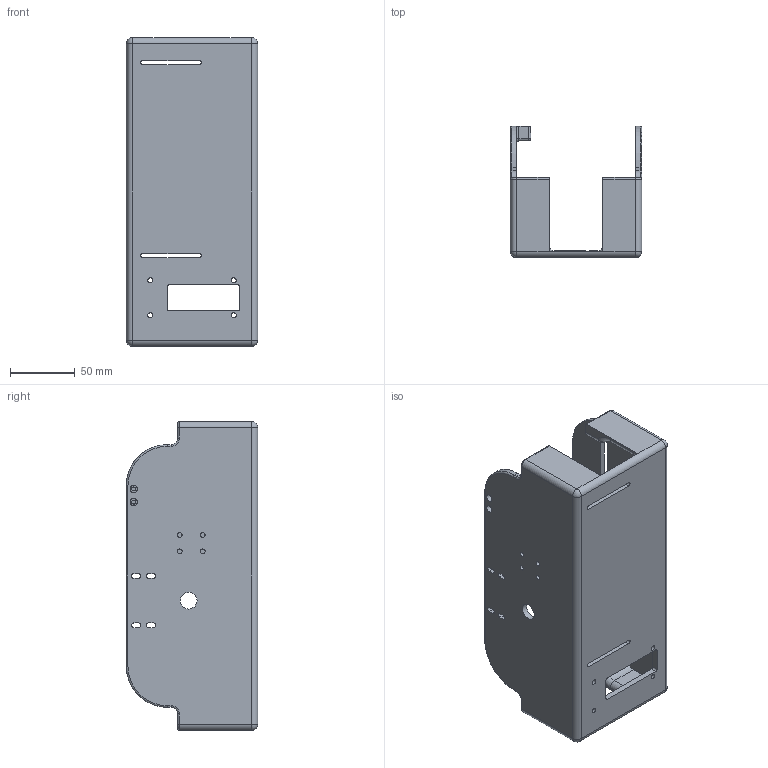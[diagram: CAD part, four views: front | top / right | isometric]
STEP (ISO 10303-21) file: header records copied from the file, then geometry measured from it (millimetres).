
FILE_DESCRIPTION(/* description */ (''),/* implementation_level */ '2;1');
FILE_NAME(/* name */ 'v6.0.0_Chassis v25.step',/* time_stamp */ '2019-06-10T09:21:34-07:00',/* author */ (''),/* organization */ (''),/* preprocessor_version */ 'ST-DEVELOPER v18',/* originating_system */ 'Autodesk Translation Framework v8.2.0.1029',/* authorisation */ '');
FILE_SCHEMA (('AUTOMOTIVE_DESIGN { 1 0 10303 214 3 1 1 }'));
Length unit declared in the file: inch
Products named in the file (1): v6.0.0_Chassis
Bounding box: 101.6 x 101.6 x 238.76 mm (x, y, z)
Volume: 332449.2 mm3; surface area: 152607.4 mm2
Topology: 1 solids, 1 shells, 586 faces, 1589 edges, 1035 vertices
Faces by surface type: bspline 240, plane 176, cylinder 133, torus 23, sphere 14
Full cylindrical faces by diameter (mm): 2.75 x4, 3.048 x2, 3.683 x4, 3.81 x4, 4.75 x4, 5.715 x2, 7.62 x4, 7.623 x4, 12.954 x2
Entity records: 20846 total; most frequent: CARTESIAN_POINT 7331, ORIENTED_EDGE 3178, DIRECTION 2110, EDGE_CURVE 1589, VERTEX_POINT 1035, LINE 794, VECTOR 794, EDGE_LOOP 672
